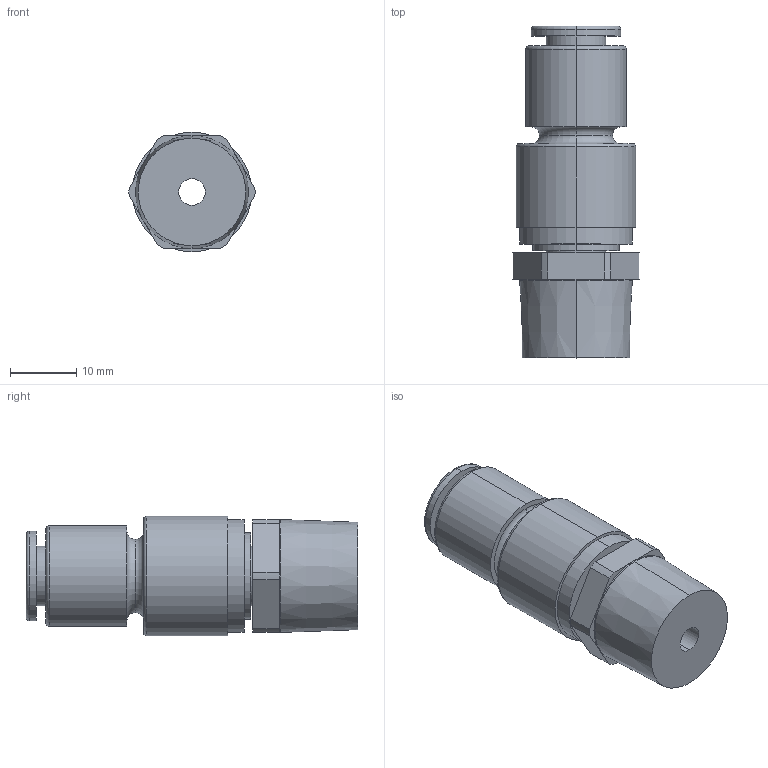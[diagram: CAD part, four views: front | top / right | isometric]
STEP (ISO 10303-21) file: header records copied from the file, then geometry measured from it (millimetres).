
FILE_DESCRIPTION (( 'STEP AP214' ), '1' );
FILE_NAME ('46455-KXH08-03S.STEP', '2019-08-23T19:21:57', ( 'Mike W' ), ( '' ), 'SwSTEP 2.0', 'SolidWorks 2018', '' );
FILE_SCHEMA (( 'AUTOMOTIVE_DESIGN' ));
Length unit declared in the file: millimetre
Products named in the file (2): KXH08-03S_KX_46455; 46455-KXH08-03S
Assembly tree (1 placements, depth 2):
  46455-KXH08-03S
    KXH08-03S_KX_46455
Bounding box: 19 x 50 x 18 mm (x, y, z)
Volume: 8952.7 mm3; surface area: 4481.8 mm2
Topology: 1 solids, 1 shells, 61 faces, 132 edges, 82 vertices
Faces by surface type: cylinder 26, plane 23, torus 10, cone 2
Entity records: 2423 total; most frequent: DIRECTION 342, CARTESIAN_POINT 279, ORIENTED_EDGE 264, AXIS2_PLACEMENT_3D 145, EDGE_CURVE 132, VERTEX_POINT 82, CIRCLE 80, EDGE_LOOP 72
